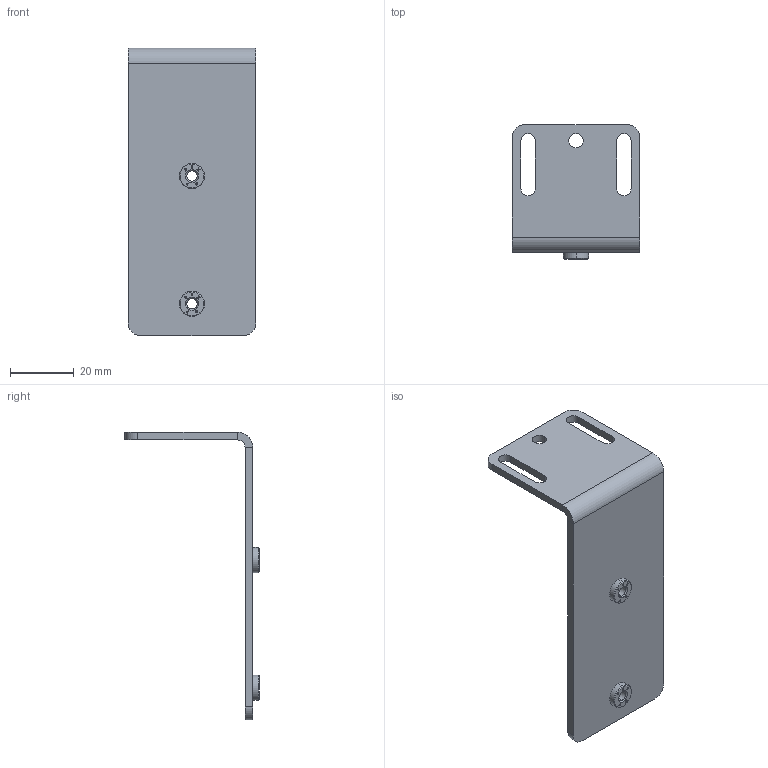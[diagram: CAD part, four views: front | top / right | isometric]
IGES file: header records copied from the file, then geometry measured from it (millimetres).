
Start section:  PTC IGES file: 234138.igs
Global section: file name: 234138.igs; native system: Creo Parametric by PTC Inc.; preprocessor: 2022414; author: nolsen; organization: Unknown; date: 20230615.132757; units: millimetre
Bounding box: 40 x 42 x 90 mm (x, y, z)
Surface area: 10921.2 mm2 (no closed solid volume)
Topology: 0 solids, 0 shells, 214 faces, 1104 edges, 1104 vertices
Faces by surface type: bspline 124, revolution 90
